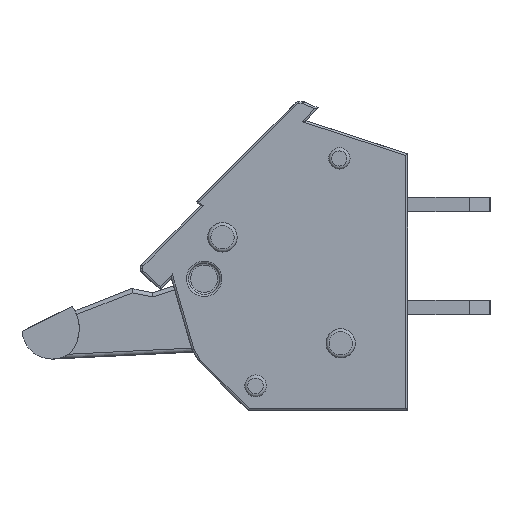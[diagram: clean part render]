
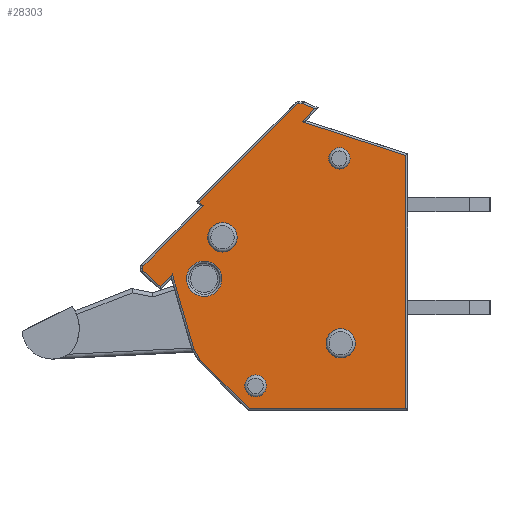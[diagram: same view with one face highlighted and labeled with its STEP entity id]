
A CAD part, left-side view. The second image highlights one B-rep face of the part: STEP entity #28303.
In plain terms, the highlighted planar face has unit normal (-1, 0, 0).
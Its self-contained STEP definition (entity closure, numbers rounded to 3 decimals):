
#171=FACE_BOUND('',#4536,.T.);
#172=FACE_BOUND('',#4537,.T.);
#173=FACE_BOUND('',#4538,.T.);
#174=FACE_BOUND('',#4539,.T.);
#175=FACE_BOUND('',#4540,.T.);
#2852=FACE_OUTER_BOUND('',#4535,.T.);
#4535=EDGE_LOOP('',(#25399,#25400,#25401,#25402,#25403,#25404,#25405,#25406,
#25407,#25408,#25409,#25410,#25411,#25412,#25413,#25414,#25415,#25416,#25417));
#4536=EDGE_LOOP('',(#25418));
#4537=EDGE_LOOP('',(#25419));
#4538=EDGE_LOOP('',(#25420));
#4539=EDGE_LOOP('',(#25421));
#4540=EDGE_LOOP('',(#25422));
#7570=LINE('',#47369,#10610);
#7571=LINE('',#47373,#10611);
#7572=LINE('',#47377,#10612);
#7573=LINE('',#47379,#10613);
#7574=LINE('',#47381,#10614);
#7575=LINE('',#47385,#10615);
#7576=LINE('',#47389,#10616);
#7577=LINE('',#47391,#10617);
#7578=LINE('',#47393,#10618);
#7579=LINE('',#47395,#10619);
#7580=LINE('',#47397,#10620);
#7581=LINE('',#47399,#10621);
#7582=LINE('',#47401,#10622);
#7583=LINE('',#47403,#10623);
#7584=LINE('',#47404,#10624);
#10610=VECTOR('',#38902,10.);
#10611=VECTOR('',#38905,10.);
#10612=VECTOR('',#38908,10.);
#10613=VECTOR('',#38909,10.);
#10614=VECTOR('',#38910,10.);
#10615=VECTOR('',#38913,10.);
#10616=VECTOR('',#38916,10.);
#10617=VECTOR('',#38917,10.);
#10618=VECTOR('',#38918,10.);
#10619=VECTOR('',#38919,10.);
#10620=VECTOR('',#38920,10.);
#10621=VECTOR('',#38921,10.);
#10622=VECTOR('',#38922,10.);
#10623=VECTOR('',#38923,10.);
#10624=VECTOR('',#38924,10.);
#11147=CIRCLE('',#30891,0.861);
#11151=CIRCLE('',#30897,0.15);
#11152=CIRCLE('',#30898,0.15);
#11153=CIRCLE('',#30899,0.15);
#11154=CIRCLE('',#30900,0.15);
#11155=CIRCLE('',#30901,0.715);
#11156=CIRCLE('',#30902,0.531);
#11157=CIRCLE('',#30903,0.518);
#11158=CIRCLE('',#30904,0.71);
#13591=VERTEX_POINT('',#47357);
#13594=VERTEX_POINT('',#47367);
#13595=VERTEX_POINT('',#47368);
#13596=VERTEX_POINT('',#47370);
#13597=VERTEX_POINT('',#47372);
#13598=VERTEX_POINT('',#47374);
#13599=VERTEX_POINT('',#47376);
#13600=VERTEX_POINT('',#47378);
#13601=VERTEX_POINT('',#47380);
#13602=VERTEX_POINT('',#47382);
#13603=VERTEX_POINT('',#47384);
#13604=VERTEX_POINT('',#47386);
#13605=VERTEX_POINT('',#47388);
#13606=VERTEX_POINT('',#47390);
#13607=VERTEX_POINT('',#47392);
#13608=VERTEX_POINT('',#47394);
#13609=VERTEX_POINT('',#47396);
#13610=VERTEX_POINT('',#47398);
#13611=VERTEX_POINT('',#47400);
#13612=VERTEX_POINT('',#47402);
#13613=VERTEX_POINT('',#47405);
#13614=VERTEX_POINT('',#47407);
#13615=VERTEX_POINT('',#47409);
#13616=VERTEX_POINT('',#47411);
#17535=EDGE_CURVE('',#13591,#13591,#11147,.T.);
#17540=EDGE_CURVE('',#13594,#13595,#7570,.T.);
#17541=EDGE_CURVE('',#13596,#13594,#11151,.T.);
#17542=EDGE_CURVE('',#13597,#13596,#7571,.T.);
#17543=EDGE_CURVE('',#13598,#13597,#11152,.T.);
#17544=EDGE_CURVE('',#13599,#13598,#7572,.T.);
#17545=EDGE_CURVE('',#13600,#13599,#7573,.T.);
#17546=EDGE_CURVE('',#13601,#13600,#7574,.T.);
#17547=EDGE_CURVE('',#13602,#13601,#11153,.T.);
#17548=EDGE_CURVE('',#13603,#13602,#7575,.T.);
#17549=EDGE_CURVE('',#13604,#13603,#11154,.T.);
#17550=EDGE_CURVE('',#13605,#13604,#7576,.T.);
#17551=EDGE_CURVE('',#13606,#13605,#7577,.T.);
#17552=EDGE_CURVE('',#13607,#13606,#7578,.T.);
#17553=EDGE_CURVE('',#13608,#13607,#7579,.T.);
#17554=EDGE_CURVE('',#13609,#13608,#7580,.T.);
#17555=EDGE_CURVE('',#13610,#13609,#7581,.T.);
#17556=EDGE_CURVE('',#13611,#13610,#7582,.T.);
#17557=EDGE_CURVE('',#13612,#13611,#7583,.T.);
#17558=EDGE_CURVE('',#13595,#13612,#7584,.T.);
#17559=EDGE_CURVE('',#13613,#13613,#11155,.T.);
#17560=EDGE_CURVE('',#13614,#13614,#11156,.T.);
#17561=EDGE_CURVE('',#13615,#13615,#11157,.T.);
#17562=EDGE_CURVE('',#13616,#13616,#11158,.T.);
#25399=ORIENTED_EDGE('',*,*,#17540,.F.);
#25400=ORIENTED_EDGE('',*,*,#17541,.F.);
#25401=ORIENTED_EDGE('',*,*,#17542,.F.);
#25402=ORIENTED_EDGE('',*,*,#17543,.F.);
#25403=ORIENTED_EDGE('',*,*,#17544,.F.);
#25404=ORIENTED_EDGE('',*,*,#17545,.F.);
#25405=ORIENTED_EDGE('',*,*,#17546,.F.);
#25406=ORIENTED_EDGE('',*,*,#17547,.F.);
#25407=ORIENTED_EDGE('',*,*,#17548,.F.);
#25408=ORIENTED_EDGE('',*,*,#17549,.F.);
#25409=ORIENTED_EDGE('',*,*,#17550,.F.);
#25410=ORIENTED_EDGE('',*,*,#17551,.F.);
#25411=ORIENTED_EDGE('',*,*,#17552,.F.);
#25412=ORIENTED_EDGE('',*,*,#17553,.F.);
#25413=ORIENTED_EDGE('',*,*,#17554,.F.);
#25414=ORIENTED_EDGE('',*,*,#17555,.F.);
#25415=ORIENTED_EDGE('',*,*,#17556,.F.);
#25416=ORIENTED_EDGE('',*,*,#17557,.F.);
#25417=ORIENTED_EDGE('',*,*,#17558,.F.);
#25418=ORIENTED_EDGE('',*,*,#17559,.T.);
#25419=ORIENTED_EDGE('',*,*,#17560,.T.);
#25420=ORIENTED_EDGE('',*,*,#17561,.T.);
#25421=ORIENTED_EDGE('',*,*,#17562,.T.);
#25422=ORIENTED_EDGE('',*,*,#17535,.F.);
#26691=PLANE('',#30896);
#28303=ADVANCED_FACE('',(#2852,#171,#172,#173,#174,#175),#26691,.T.);
#30891=AXIS2_PLACEMENT_3D('',#47358,#38889,#38890);
#30896=AXIS2_PLACEMENT_3D('',#47366,#38900,#38901);
#30897=AXIS2_PLACEMENT_3D('',#47371,#38903,#38904);
#30898=AXIS2_PLACEMENT_3D('',#47375,#38906,#38907);
#30899=AXIS2_PLACEMENT_3D('',#47383,#38911,#38912);
#30900=AXIS2_PLACEMENT_3D('',#47387,#38914,#38915);
#30901=AXIS2_PLACEMENT_3D('',#47406,#38925,#38926);
#30902=AXIS2_PLACEMENT_3D('',#47408,#38927,#38928);
#30903=AXIS2_PLACEMENT_3D('',#47410,#38929,#38930);
#30904=AXIS2_PLACEMENT_3D('',#47412,#38931,#38932);
#38889=DIRECTION('center_axis',(-1.,0.,0.));
#38890=DIRECTION('ref_axis',(0.,0.,-1.));
#38900=DIRECTION('center_axis',(-1.,0.,0.));
#38901=DIRECTION('ref_axis',(0.,0.,1.));
#38902=DIRECTION('',(0.,-0.924,-0.383));
#38903=DIRECTION('center_axis',(1.,0.,0.));
#38904=DIRECTION('ref_axis',(0.,-0.195,0.981));
#38905=DIRECTION('',(0.,-1.,0.));
#38906=DIRECTION('center_axis',(1.,0.,0.));
#38907=DIRECTION('ref_axis',(0.,0.383,0.924));
#38908=DIRECTION('',(0.,-0.706,0.708));
#38909=DIRECTION('',(0.,0.708,0.706));
#38910=DIRECTION('',(0.,-0.706,0.708));
#38911=DIRECTION('center_axis',(1.,0.,0.));
#38912=DIRECTION('ref_axis',(0.,0.924,0.382));
#38913=DIRECTION('',(0.,0.,1.));
#38914=DIRECTION('center_axis',(1.,0.,0.));
#38915=DIRECTION('ref_axis',(0.,0.915,-0.403));
#38916=DIRECTION('',(0.,0.737,0.676));
#38917=DIRECTION('',(0.,0.676,-0.737));
#38918=DIRECTION('',(0.,0.278,0.96));
#38919=DIRECTION('',(0.,0.504,0.864));
#38920=DIRECTION('',(0.,0.708,0.706));
#38921=DIRECTION('',(0.,1.,0.));
#38922=DIRECTION('',(0.,0.,-1.));
#38923=DIRECTION('',(0.,-0.951,-0.309));
#38924=DIRECTION('',(0.,0.676,-0.737));
#38925=DIRECTION('center_axis',(1.,0.,0.));
#38926=DIRECTION('ref_axis',(0.,0.,-1.));
#38927=DIRECTION('center_axis',(1.,0.,0.));
#38928=DIRECTION('ref_axis',(0.,0.,-1.));
#38929=DIRECTION('center_axis',(1.,0.,0.));
#38930=DIRECTION('ref_axis',(0.,0.,-1.));
#38931=DIRECTION('center_axis',(1.,0.,0.));
#38932=DIRECTION('ref_axis',(0.,0.,-1.));
#47357=CARTESIAN_POINT('',(-3.45,9.882,-0.244));
#47358=CARTESIAN_POINT('Origin',(-3.45,9.882,-1.105));
#47366=CARTESIAN_POINT('Origin',(-3.45,0.252,-1.222));
#47367=CARTESIAN_POINT('',(-3.45,5.062,7.389));
#47368=CARTESIAN_POINT('',(-3.45,4.514,7.161));
#47369=CARTESIAN_POINT('',(-3.45,1.146,5.763));
#47370=CARTESIAN_POINT('',(-3.45,5.119,7.4));
#47371=CARTESIAN_POINT('Origin',(-3.45,5.119,7.25));
#47372=CARTESIAN_POINT('',(-3.45,5.289,7.4));
#47373=CARTESIAN_POINT('',(-3.45,2.686,7.4));
#47374=CARTESIAN_POINT('',(-3.45,5.396,7.356));
#47375=CARTESIAN_POINT('Origin',(-3.45,5.289,7.25));
#47376=CARTESIAN_POINT('',(-3.45,10.113,2.627));
#47377=CARTESIAN_POINT('',(-3.45,6.257,6.492));
#47378=CARTESIAN_POINT('',(-3.45,9.93,2.444));
#47379=CARTESIAN_POINT('',(-3.45,6.715,-0.763));
#47380=CARTESIAN_POINT('',(-3.45,12.856,-0.489));
#47381=CARTESIAN_POINT('',(-3.45,8.468,3.91));
#47382=CARTESIAN_POINT('',(-3.45,12.9,-0.595));
#47383=CARTESIAN_POINT('Origin',(-3.45,12.75,-0.595));
#47384=CARTESIAN_POINT('',(-3.45,12.9,-0.623));
#47385=CARTESIAN_POINT('',(-3.45,12.9,-0.908));
#47386=CARTESIAN_POINT('',(-3.45,12.851,-0.733));
#47387=CARTESIAN_POINT('Origin',(-3.45,12.75,-0.623));
#47388=CARTESIAN_POINT('',(-3.45,12.013,-1.502));
#47389=CARTESIAN_POINT('',(-3.45,9.306,-3.983));
#47390=CARTESIAN_POINT('',(-3.45,11.436,-0.872));
#47391=CARTESIAN_POINT('',(-3.45,9.292,1.467));
#47392=CARTESIAN_POINT('',(-3.45,10.375,-4.532));
#47393=CARTESIAN_POINT('',(-3.45,10.931,-2.614));
#47394=CARTESIAN_POINT('',(-3.45,10.088,-5.023));
#47395=CARTESIAN_POINT('',(-3.45,9.812,-5.495));
#47396=CARTESIAN_POINT('',(-3.45,7.705,-7.4));
#47397=CARTESIAN_POINT('',(-3.45,8.578,-6.53));
#47398=CARTESIAN_POINT('',(-3.45,0.1,-7.4));
#47399=CARTESIAN_POINT('',(-3.45,0.376,-7.4));
#47400=CARTESIAN_POINT('',(-3.45,0.1,4.89));
#47401=CARTESIAN_POINT('',(-3.45,0.1,-4.361));
#47402=CARTESIAN_POINT('',(-3.45,5.104,6.518));
#47403=CARTESIAN_POINT('',(-3.45,-0.765,4.608));
#47404=CARTESIAN_POINT('',(-3.45,5.871,5.681));
#47405=CARTESIAN_POINT('',(-3.45,8.994,1.625));
#47406=CARTESIAN_POINT('Origin',(-3.45,8.994,0.909));
#47407=CARTESIAN_POINT('',(-3.45,7.388,-5.78));
#47408=CARTESIAN_POINT('Origin',(-3.45,7.388,-6.311));
#47409=CARTESIAN_POINT('',(-3.45,3.316,5.256));
#47410=CARTESIAN_POINT('Origin',(-3.45,3.316,4.738));
#47411=CARTESIAN_POINT('',(-3.45,3.252,-3.532));
#47412=CARTESIAN_POINT('Origin',(-3.45,3.252,-4.242));
